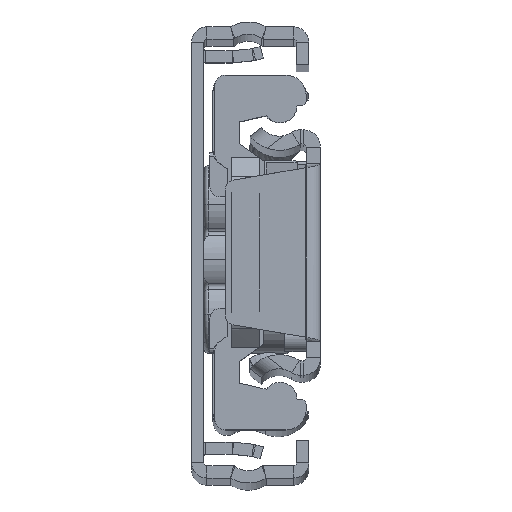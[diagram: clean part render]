
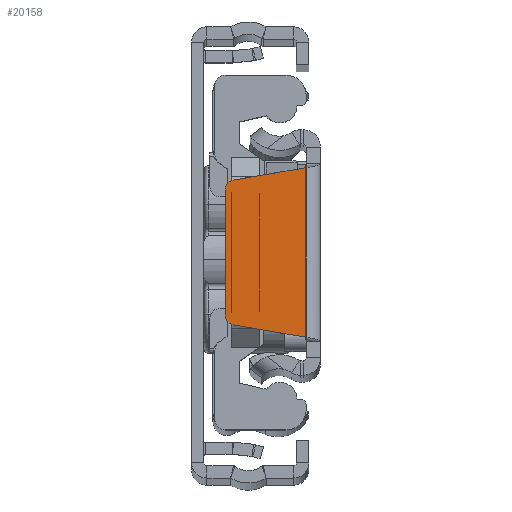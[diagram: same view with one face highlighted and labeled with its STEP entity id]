
A CAD part, top view. The second image highlights one B-rep face of the part: STEP entity #20158.
In plain terms, the highlighted planar face has unit normal (0, 0, 1).
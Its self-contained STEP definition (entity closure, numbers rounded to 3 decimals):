
#285 = CARTESIAN_POINT ( 'NONE',  ( -8.4, 6.156, 0. ) ) ;
#629 = ORIENTED_EDGE ( 'NONE', *, *, #20101, .F. ) ;
#1392 = ORIENTED_EDGE ( 'NONE', *, *, #9991, .F. ) ;
#1906 = DIRECTION ( 'NONE',  ( 0., 0., -1. ) ) ;
#2460 = DIRECTION ( 'NONE',  ( 0., -1., 0. ) ) ;
#3262 = VECTOR ( 'NONE', #8864, 1000. ) ;
#3482 = DIRECTION ( 'NONE',  ( 0.986, 0.168, 0. ) ) ;
#3505 = DIRECTION ( 'NONE',  ( 0., 0., -1. ) ) ;
#4998 = EDGE_CURVE ( 'NONE', #16544, #13568, #12088, .T. ) ;
#5025 = DIRECTION ( 'NONE',  ( -1., 0., 0. ) ) ;
#5137 = EDGE_CURVE ( 'NONE', #20370, #7148, #11578, .T. ) ;
#5237 = EDGE_CURVE ( 'NONE', #7452, #11929, #10422, .T. ) ;
#5923 = VECTOR ( 'NONE', #3482, 1000. ) ;
#6601 = DIRECTION ( 'NONE',  ( 0., 0., -1. ) ) ;
#6646 = DIRECTION ( 'NONE',  ( -1., 0., 0. ) ) ;
#6925 = EDGE_LOOP ( 'NONE', ( #1392, #11464, #9125, #8616, #629, #17868 ) ) ;
#7130 = CARTESIAN_POINT ( 'NONE',  ( -1.5, 8.35, 0. ) ) ;
#7148 = VERTEX_POINT ( 'NONE', #20328 ) ;
#7452 = VERTEX_POINT ( 'NONE', #16896 ) ;
#7662 = EDGE_CURVE ( 'NONE', #11929, #16544, #10191, .T. ) ;
#8248 = VECTOR ( 'NONE', #13112, 1000. ) ;
#8536 = AXIS2_PLACEMENT_3D ( 'NONE', #285, #3505, #6646 ) ;
#8616 = ORIENTED_EDGE ( 'NONE', *, *, #5237, .F. ) ;
#8685 = CARTESIAN_POINT ( 'NONE',  ( -1.5, -8.35, 0. ) ) ;
#8864 = DIRECTION ( 'NONE',  ( 0., 1., 0. ) ) ;
#9031 = AXIS2_PLACEMENT_3D ( 'NONE', #11450, #1906, #9998 ) ;
#9125 = ORIENTED_EDGE ( 'NONE', *, *, #7662, .F. ) ;
#9201 = VECTOR ( 'NONE', #2460, 1000. ) ;
#9482 = CARTESIAN_POINT ( 'NONE',  ( -8.568, 7.142, 0. ) ) ;
#9793 = PLANE ( 'NONE',  #10020 ) ;
#9991 = EDGE_CURVE ( 'NONE', #13568, #20370, #18214, .T. ) ;
#9998 = DIRECTION ( 'NONE',  ( -1., 0., 0. ) ) ;
#10020 = AXIS2_PLACEMENT_3D ( 'NONE', #19534, #6601, #5025 ) ;
#10102 = FACE_OUTER_BOUND ( 'NONE', #6925, .T. ) ;
#10191 = CIRCLE ( 'NONE', #8536, 1. ) ;
#10422 = LINE ( 'NONE', #11874, #3262 ) ;
#11359 = CIRCLE ( 'NONE', #9031, 1. ) ;
#11450 = CARTESIAN_POINT ( 'NONE',  ( -8.4, -6.156, 0. ) ) ;
#11464 = ORIENTED_EDGE ( 'NONE', *, *, #4998, .F. ) ;
#11578 = LINE ( 'NONE', #16430, #8248 ) ;
#11874 = CARTESIAN_POINT ( 'NONE',  ( -9.4, 6.156, 0. ) ) ;
#11929 = VERTEX_POINT ( 'NONE', #14431 ) ;
#12088 = LINE ( 'NONE', #18408, #5923 ) ;
#13112 = DIRECTION ( 'NONE',  ( -0.986, 0.168, 0. ) ) ;
#13568 = VERTEX_POINT ( 'NONE', #7130 ) ;
#14010 = CARTESIAN_POINT ( 'NONE',  ( -1.5, -8.35, 0. ) ) ;
#14431 = CARTESIAN_POINT ( 'NONE',  ( -9.4, 6.156, 0. ) ) ;
#16430 = CARTESIAN_POINT ( 'NONE',  ( -8.568, -7.142, 0. ) ) ;
#16544 = VERTEX_POINT ( 'NONE', #9482 ) ;
#16896 = CARTESIAN_POINT ( 'NONE',  ( -9.4, -6.156, 0. ) ) ;
#17868 = ORIENTED_EDGE ( 'NONE', *, *, #5137, .F. ) ;
#18214 = LINE ( 'NONE', #8685, #9201 ) ;
#18408 = CARTESIAN_POINT ( 'NONE',  ( -1.5, 8.35, 0. ) ) ;
#19534 = CARTESIAN_POINT ( 'NONE',  ( -8.4, 6.156, 0. ) ) ;
#20101 = EDGE_CURVE ( 'NONE', #7148, #7452, #11359, .T. ) ;
#20158 = ADVANCED_FACE ( 'NONE', ( #10102 ), #9793, .F. ) ;
#20328 = CARTESIAN_POINT ( 'NONE',  ( -8.568, -7.142, 0. ) ) ;
#20370 = VERTEX_POINT ( 'NONE', #14010 ) ;
